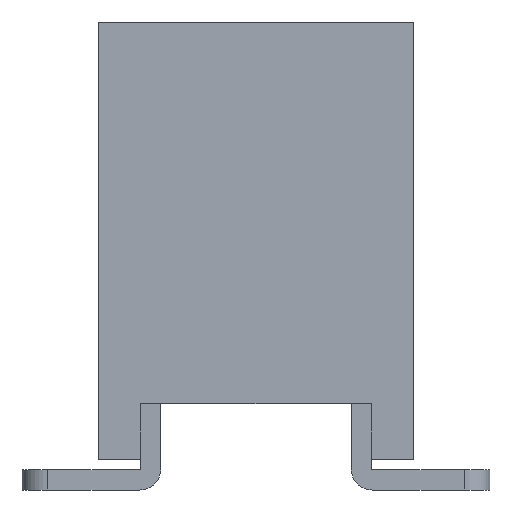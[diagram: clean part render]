
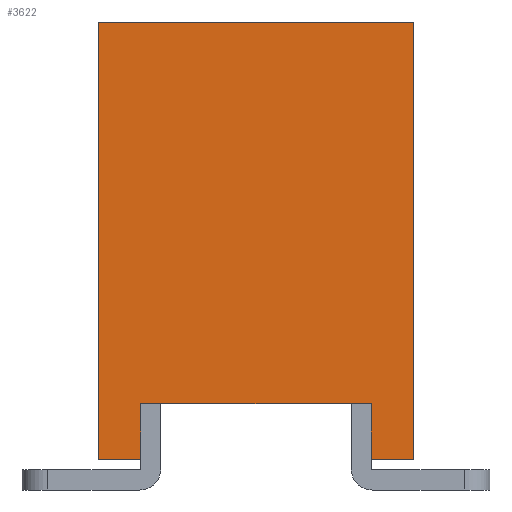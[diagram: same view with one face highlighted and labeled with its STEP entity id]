
A CAD part, left-side view. The second image highlights one B-rep face of the part: STEP entity #3622.
In plain terms, the highlighted planar face has unit normal (-1, 0, 0).
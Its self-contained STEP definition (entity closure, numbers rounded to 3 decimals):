
#403=ORIENTED_EDGE('',*,*,#1320,.T.);
#404=ORIENTED_EDGE('',*,*,#1455,.T.);
#405=ORIENTED_EDGE('',*,*,#1456,.F.);
#406=ORIENTED_EDGE('',*,*,#1457,.T.);
#407=ORIENTED_EDGE('',*,*,#1252,.T.);
#408=ORIENTED_EDGE('',*,*,#1458,.F.);
#409=ORIENTED_EDGE('',*,*,#1459,.F.);
#410=ORIENTED_EDGE('',*,*,#1460,.T.);
#1252=EDGE_CURVE('',#1779,#1777,#2124,.T.);
#1320=EDGE_CURVE('',#1847,#1846,#2192,.T.);
#1455=EDGE_CURVE('',#1846,#1981,#2327,.T.);
#1456=EDGE_CURVE('',#1982,#1981,#2328,.T.);
#1457=EDGE_CURVE('',#1982,#1779,#2329,.T.);
#1458=EDGE_CURVE('',#1983,#1777,#2330,.T.);
#1459=EDGE_CURVE('',#1984,#1983,#2331,.T.);
#1460=EDGE_CURVE('',#1984,#1847,#2332,.T.);
#1777=VERTEX_POINT('',#5091);
#1779=VERTEX_POINT('',#5094);
#1846=VERTEX_POINT('',#5230);
#1847=VERTEX_POINT('',#5232);
#1981=VERTEX_POINT('',#5515);
#1982=VERTEX_POINT('',#5517);
#1983=VERTEX_POINT('',#5520);
#1984=VERTEX_POINT('',#5522);
#2124=LINE('',#5093,#2590);
#2192=LINE('',#5231,#2658);
#2327=LINE('',#5514,#2793);
#2328=LINE('',#5516,#2794);
#2329=LINE('',#5518,#2795);
#2330=LINE('',#5519,#2796);
#2331=LINE('',#5521,#2797);
#2332=LINE('',#5523,#2798);
#2590=VECTOR('',#4099,1000.);
#2658=VECTOR('',#4171,1000.);
#2793=VECTOR('',#4334,1000.);
#2794=VECTOR('',#4335,1000.);
#2795=VECTOR('',#4336,1000.);
#2796=VECTOR('',#4337,1000.);
#2797=VECTOR('',#4338,1000.);
#2798=VECTOR('',#4339,1000.);
#3071=EDGE_LOOP('',(#403,#404,#405,#406,#407,#408,#409,#410));
#3283=FACE_BOUND('',#3071,.T.);
#3467=PLANE('',#3833);
#3622=ADVANCED_FACE('',(#3283),#3467,.T.);
#3833=AXIS2_PLACEMENT_3D('',#5513,#4332,#4333);
#4099=DIRECTION('',(0.,1.,0.));
#4171=DIRECTION('',(0.,-1.,0.));
#4332=DIRECTION('',(-1.,0.,0.));
#4333=DIRECTION('',(0.,0.,1.));
#4334=DIRECTION('',(0.,0.,-1.));
#4335=DIRECTION('',(0.,1.,0.));
#4336=DIRECTION('',(0.,0.,1.));
#4337=DIRECTION('',(0.,0.,1.));
#4338=DIRECTION('',(0.,1.,0.));
#4339=DIRECTION('',(0.,0.,1.));
#5091=CARTESIAN_POINT('',(-4.645,1.55,2.15));
#5093=CARTESIAN_POINT('',(-4.645,-1.55,2.15));
#5094=CARTESIAN_POINT('',(-4.645,-1.55,2.15));
#5230=CARTESIAN_POINT('',(-4.645,-1.135,-1.6));
#5231=CARTESIAN_POINT('',(-4.645,-1.55,-1.6));
#5232=CARTESIAN_POINT('',(-4.645,1.135,-1.6));
#5513=CARTESIAN_POINT('',(-4.645,-1.55,-2.15));
#5514=CARTESIAN_POINT('',(-4.645,-1.135,-2.15));
#5515=CARTESIAN_POINT('',(-4.645,-1.135,-2.15));
#5516=CARTESIAN_POINT('',(-4.645,-1.55,-2.15));
#5517=CARTESIAN_POINT('',(-4.645,-1.55,-2.15));
#5518=CARTESIAN_POINT('',(-4.645,-1.55,-2.15));
#5519=CARTESIAN_POINT('',(-4.645,1.55,-2.15));
#5520=CARTESIAN_POINT('',(-4.645,1.55,-2.15));
#5521=CARTESIAN_POINT('',(-4.645,-1.55,-2.15));
#5522=CARTESIAN_POINT('',(-4.645,1.135,-2.15));
#5523=CARTESIAN_POINT('',(-4.645,1.135,-2.15));
